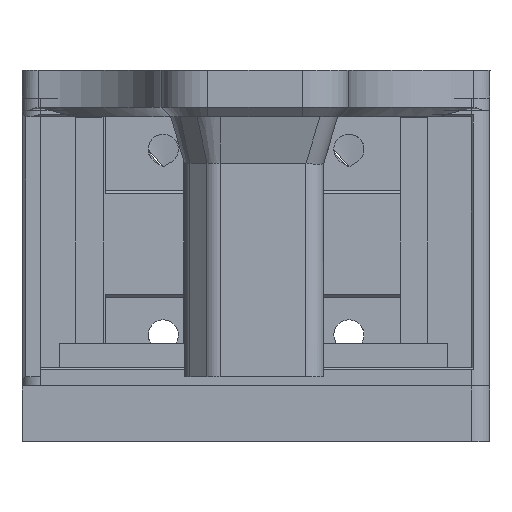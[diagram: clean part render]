
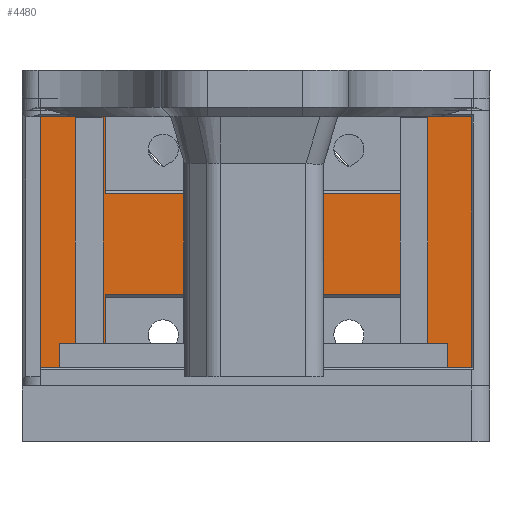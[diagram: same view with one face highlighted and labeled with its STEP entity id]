
A CAD part, left-side view. The second image highlights one B-rep face of the part: STEP entity #4480.
In plain terms, the highlighted face is planar.
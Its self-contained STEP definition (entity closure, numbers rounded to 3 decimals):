
#364=FACE_OUTER_BOUND('',#625,.T.);
#625=EDGE_LOOP('',(#3228,#3229,#3230,#3231,#3232,#3233,#3234,#3235,#3236,
#3237,#3238,#3239,#3240));
#913=LINE('',#6550,#1400);
#917=LINE('',#6558,#1404);
#925=LINE('',#6574,#1412);
#928=LINE('',#6578,#1415);
#930=LINE('',#6584,#1417);
#936=LINE('',#6596,#1423);
#949=LINE('',#6645,#1436);
#956=LINE('',#6657,#1443);
#961=LINE('',#6667,#1448);
#962=LINE('',#6670,#1449);
#964=LINE('',#6673,#1451);
#965=LINE('',#6675,#1452);
#966=LINE('',#6677,#1453);
#1400=VECTOR('',#5243,10.);
#1404=VECTOR('',#5249,10.);
#1412=VECTOR('',#5263,10.);
#1415=VECTOR('',#5266,10.);
#1417=VECTOR('',#5270,10.);
#1423=VECTOR('',#5280,10.);
#1436=VECTOR('',#5343,10.);
#1443=VECTOR('',#5352,10.);
#1448=VECTOR('',#5365,10.);
#1449=VECTOR('',#5368,10.);
#1451=VECTOR('',#5372,10.);
#1452=VECTOR('',#5375,10.);
#1453=VECTOR('',#5378,10.);
#1895=VERTEX_POINT('',#6543);
#1896=VERTEX_POINT('',#6549);
#1899=VERTEX_POINT('',#6557);
#1903=VERTEX_POINT('',#6571);
#1904=VERTEX_POINT('',#6573);
#1905=VERTEX_POINT('',#6576);
#1906=VERTEX_POINT('',#6580);
#1908=VERTEX_POINT('',#6583);
#1910=VERTEX_POINT('',#6592);
#1912=VERTEX_POINT('',#6595);
#1923=VERTEX_POINT('',#6644);
#1927=VERTEX_POINT('',#6655);
#1929=VERTEX_POINT('',#6669);
#2348=EDGE_CURVE('',#1896,#1895,#913,.T.);
#2352=EDGE_CURVE('',#1895,#1899,#917,.T.);
#2360=EDGE_CURVE('',#1903,#1904,#925,.T.);
#2363=EDGE_CURVE('',#1905,#1896,#928,.T.);
#2365=EDGE_CURVE('',#1908,#1906,#930,.T.);
#2371=EDGE_CURVE('',#1912,#1910,#936,.T.);
#2396=EDGE_CURVE('',#1899,#1923,#949,.T.);
#2403=EDGE_CURVE('',#1927,#1903,#956,.T.);
#2408=EDGE_CURVE('',#1904,#1910,#961,.T.);
#2409=EDGE_CURVE('',#1929,#1927,#962,.T.);
#2411=EDGE_CURVE('',#1908,#1929,#964,.T.);
#2412=EDGE_CURVE('',#1923,#1906,#965,.T.);
#2413=EDGE_CURVE('',#1912,#1905,#966,.T.);
#3228=ORIENTED_EDGE('',*,*,#2411,.F.);
#3229=ORIENTED_EDGE('',*,*,#2365,.T.);
#3230=ORIENTED_EDGE('',*,*,#2412,.F.);
#3231=ORIENTED_EDGE('',*,*,#2396,.F.);
#3232=ORIENTED_EDGE('',*,*,#2352,.F.);
#3233=ORIENTED_EDGE('',*,*,#2348,.F.);
#3234=ORIENTED_EDGE('',*,*,#2363,.F.);
#3235=ORIENTED_EDGE('',*,*,#2413,.F.);
#3236=ORIENTED_EDGE('',*,*,#2371,.T.);
#3237=ORIENTED_EDGE('',*,*,#2408,.F.);
#3238=ORIENTED_EDGE('',*,*,#2360,.F.);
#3239=ORIENTED_EDGE('',*,*,#2403,.F.);
#3240=ORIENTED_EDGE('',*,*,#2409,.F.);
#4293=PLANE('',#4781);
#4480=ADVANCED_FACE('',(#364),#4293,.T.);
#4781=AXIS2_PLACEMENT_3D('',#6678,#5379,#5380);
#5243=DIRECTION('',(0.,0.,-1.));
#5249=DIRECTION('',(0.,0.,-1.));
#5263=DIRECTION('',(0.,1.,0.));
#5266=DIRECTION('',(0.,1.,0.));
#5270=DIRECTION('',(0.,1.,0.));
#5280=DIRECTION('',(0.,-1.,0.));
#5343=DIRECTION('',(0.,-1.,0.));
#5352=DIRECTION('',(0.,0.,1.));
#5365=DIRECTION('',(0.,0.,-1.));
#5368=DIRECTION('',(0.,-1.,0.));
#5372=DIRECTION('',(0.,0.,-1.));
#5375=DIRECTION('',(0.,0.,1.));
#5378=DIRECTION('',(0.,0.,1.));
#5379=DIRECTION('center_axis',(1.,0.,0.));
#5380=DIRECTION('ref_axis',(0.,0.,-1.));
#6543=CARTESIAN_POINT('',(49.901,50.043,17.774));
#6549=CARTESIAN_POINT('',(49.901,50.043,44.972));
#6550=CARTESIAN_POINT('',(49.901,50.043,38.022));
#6557=CARTESIAN_POINT('',(49.901,50.043,17.772));
#6558=CARTESIAN_POINT('',(49.901,50.043,38.022));
#6571=CARTESIAN_POINT('',(49.901,3.624,44.972));
#6573=CARTESIAN_POINT('',(49.901,10.624,44.972));
#6574=CARTESIAN_POINT('',(49.901,15.229,44.972));
#6576=CARTESIAN_POINT('',(49.901,43.024,44.972));
#6578=CARTESIAN_POINT('',(49.901,34.929,44.972));
#6580=CARTESIAN_POINT('',(49.901,43.024,26.022));
#6583=CARTESIAN_POINT('',(49.901,10.624,26.022));
#6584=CARTESIAN_POINT('',(49.901,34.929,26.022));
#6592=CARTESIAN_POINT('',(49.901,10.624,36.972));
#6595=CARTESIAN_POINT('',(49.901,43.024,36.972));
#6596=CARTESIAN_POINT('',(49.901,18.729,36.972));
#6644=CARTESIAN_POINT('',(49.901,43.024,17.772));
#6645=CARTESIAN_POINT('',(49.901,38.438,17.772));
#6655=CARTESIAN_POINT('',(49.901,3.624,17.78));
#6657=CARTESIAN_POINT('',(49.901,3.624,44.772));
#6667=CARTESIAN_POINT('',(49.901,10.624,38.022));
#6669=CARTESIAN_POINT('',(49.901,10.624,17.78));
#6670=CARTESIAN_POINT('',(49.901,18.729,17.78));
#6673=CARTESIAN_POINT('',(49.901,10.624,28.497));
#6675=CARTESIAN_POINT('',(49.901,43.024,24.522));
#6677=CARTESIAN_POINT('',(49.901,43.024,44.772));
#6678=CARTESIAN_POINT('Origin',(49.901,26.833,31.272));
